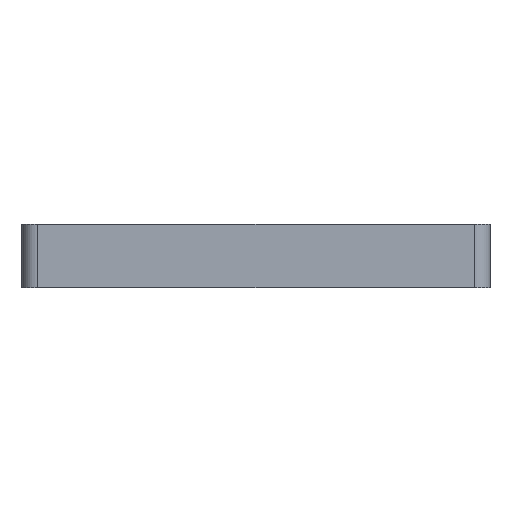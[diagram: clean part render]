
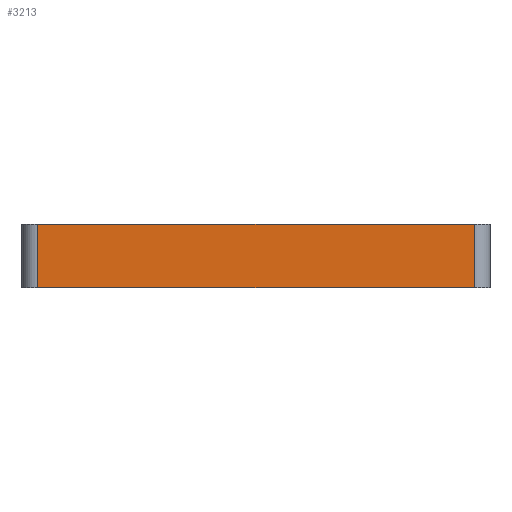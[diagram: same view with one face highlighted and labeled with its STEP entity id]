
A CAD part, front view. The second image highlights one B-rep face of the part: STEP entity #3213.
In plain terms, the highlighted planar face has unit normal (0, -1, 0).
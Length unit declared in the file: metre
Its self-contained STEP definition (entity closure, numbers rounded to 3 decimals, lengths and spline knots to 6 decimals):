
#60=LINE('',#4607,#425);
#172=LINE('',#4885,#537);
#194=LINE('',#4974,#559);
#195=LINE('',#4975,#560);
#425=VECTOR('',#3712,1.);
#537=VECTOR('',#3880,1.);
#559=VECTOR('',#3968,1.);
#560=VECTOR('',#3969,1.);
#1011=ORIENTED_EDGE('',*,*,#1710,.F.);
#1012=ORIENTED_EDGE('',*,*,#1888,.T.);
#1013=ORIENTED_EDGE('',*,*,#1849,.T.);
#1014=ORIENTED_EDGE('',*,*,#1889,.T.);
#1710=EDGE_CURVE('',#2157,#2158,#60,.T.);
#1849=EDGE_CURVE('',#2296,#2297,#172,.T.);
#1888=EDGE_CURVE('',#2157,#2296,#194,.T.);
#1889=EDGE_CURVE('',#2297,#2158,#195,.F.);
#2157=VERTEX_POINT('',#4606);
#2158=VERTEX_POINT('',#4608);
#2296=VERTEX_POINT('',#4886);
#2297=VERTEX_POINT('',#4887);
#2595=EDGE_LOOP('',(#1011,#1012,#1013,#1014));
#2864=FACE_BOUND('',#2595,.T.);
#3063=PLANE('',#3475);
#3213=ADVANCED_FACE('',(#2864),#3063,.F.);
#3475=AXIS2_PLACEMENT_3D('',#4973,#3966,#3967);
#3712=DIRECTION('',(1.,0.,0.));
#3880=DIRECTION('',(1.,0.,0.));
#3966=DIRECTION('',(0.,1.,0.));
#3967=DIRECTION('',(0.,0.,1.));
#3968=DIRECTION('',(0.,0.,-1.));
#3969=DIRECTION('',(0.,0.,-1.));
#4606=CARTESIAN_POINT('',(-0.000972,-0.306724,0.008));
#4607=CARTESIAN_POINT('',(0.026653,-0.306724,0.008));
#4608=CARTESIAN_POINT('',(0.054278,-0.306724,0.008));
#4885=CARTESIAN_POINT('',(0.026653,-0.306724,0.));
#4886=CARTESIAN_POINT('',(-0.000972,-0.306724,0.));
#4887=CARTESIAN_POINT('',(0.054278,-0.306724,0.));
#4973=CARTESIAN_POINT('',(0.026653,-0.306724,0.008));
#4974=CARTESIAN_POINT('',(-0.000972,-0.306724,0.));
#4975=CARTESIAN_POINT('',(0.054278,-0.306724,0.008));
